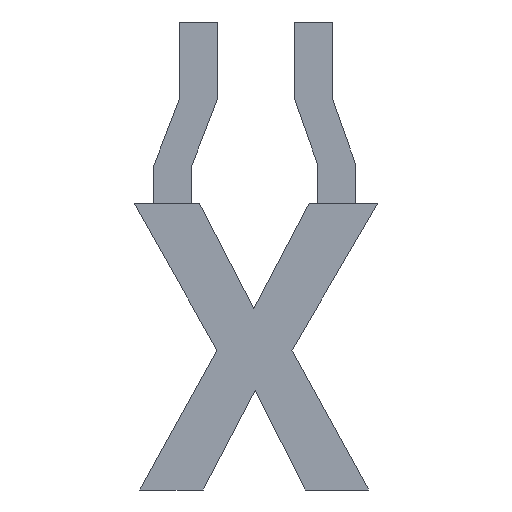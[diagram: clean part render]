
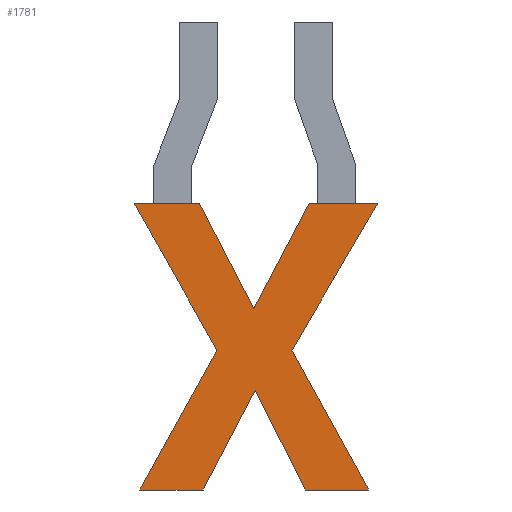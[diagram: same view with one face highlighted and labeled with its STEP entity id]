
A CAD part, front view. The second image highlights one B-rep face of the part: STEP entity #1781.
In plain terms, the highlighted planar face has unit normal (0, -1, 0).
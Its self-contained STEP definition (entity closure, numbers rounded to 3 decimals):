
#69=FACE_OUTER_BOUND('',#167,.T.);
#167=EDGE_LOOP('',(#1207,#1208,#1209,#1210,#1211,#1212,#1213,#1214,#1215,
#1216,#1217,#1218));
#285=LINE('',#2450,#523);
#286=LINE('',#2452,#524);
#287=LINE('',#2454,#525);
#288=LINE('',#2456,#526);
#289=LINE('',#2458,#527);
#290=LINE('',#2460,#528);
#291=LINE('',#2462,#529);
#292=LINE('',#2464,#530);
#293=LINE('',#2466,#531);
#294=LINE('',#2468,#532);
#295=LINE('',#2470,#533);
#296=LINE('',#2471,#534);
#523=VECTOR('',#2025,10.);
#524=VECTOR('',#2026,10.);
#525=VECTOR('',#2027,10.);
#526=VECTOR('',#2028,10.);
#527=VECTOR('',#2029,10.);
#528=VECTOR('',#2030,10.);
#529=VECTOR('',#2031,10.);
#530=VECTOR('',#2032,10.);
#531=VECTOR('',#2033,10.);
#532=VECTOR('',#2034,10.);
#533=VECTOR('',#2035,10.);
#534=VECTOR('',#2036,10.);
#753=VERTEX_POINT('',#2448);
#754=VERTEX_POINT('',#2449);
#755=VERTEX_POINT('',#2451);
#756=VERTEX_POINT('',#2453);
#757=VERTEX_POINT('',#2455);
#758=VERTEX_POINT('',#2457);
#759=VERTEX_POINT('',#2459);
#760=VERTEX_POINT('',#2461);
#761=VERTEX_POINT('',#2463);
#762=VERTEX_POINT('',#2465);
#763=VERTEX_POINT('',#2467);
#764=VERTEX_POINT('',#2469);
#933=EDGE_CURVE('',#753,#754,#285,.T.);
#934=EDGE_CURVE('',#754,#755,#286,.T.);
#935=EDGE_CURVE('',#755,#756,#287,.T.);
#936=EDGE_CURVE('',#756,#757,#288,.T.);
#937=EDGE_CURVE('',#757,#758,#289,.T.);
#938=EDGE_CURVE('',#758,#759,#290,.T.);
#939=EDGE_CURVE('',#759,#760,#291,.T.);
#940=EDGE_CURVE('',#760,#761,#292,.T.);
#941=EDGE_CURVE('',#761,#762,#293,.T.);
#942=EDGE_CURVE('',#762,#763,#294,.T.);
#943=EDGE_CURVE('',#763,#764,#295,.T.);
#944=EDGE_CURVE('',#764,#753,#296,.T.);
#1207=ORIENTED_EDGE('',*,*,#933,.T.);
#1208=ORIENTED_EDGE('',*,*,#934,.T.);
#1209=ORIENTED_EDGE('',*,*,#935,.T.);
#1210=ORIENTED_EDGE('',*,*,#936,.T.);
#1211=ORIENTED_EDGE('',*,*,#937,.T.);
#1212=ORIENTED_EDGE('',*,*,#938,.T.);
#1213=ORIENTED_EDGE('',*,*,#939,.T.);
#1214=ORIENTED_EDGE('',*,*,#940,.T.);
#1215=ORIENTED_EDGE('',*,*,#941,.T.);
#1216=ORIENTED_EDGE('',*,*,#942,.T.);
#1217=ORIENTED_EDGE('',*,*,#943,.T.);
#1218=ORIENTED_EDGE('',*,*,#944,.T.);
#1693=PLANE('',#1896);
#1781=ADVANCED_FACE('',(#69),#1693,.T.);
#1896=AXIS2_PLACEMENT_3D('',#2447,#2023,#2024);
#2023=DIRECTION('center_axis',(0.,-1.,0.));
#2024=DIRECTION('ref_axis',(0.,0.,-1.));
#2025=DIRECTION('',(-1.,0.,0.));
#2026=DIRECTION('',(-0.464,0.,-0.886));
#2027=DIRECTION('',(-0.458,0.,0.889));
#2028=DIRECTION('',(-1.,0.,0.));
#2029=DIRECTION('',(0.49,0.,-0.872));
#2030=DIRECTION('',(-0.484,0.,-0.875));
#2031=DIRECTION('',(1.,0.,0.));
#2032=DIRECTION('',(0.462,0.,0.887));
#2033=DIRECTION('',(0.45,0.,-0.893));
#2034=DIRECTION('',(1.,0.,0.));
#2035=DIRECTION('',(-0.482,0.,0.876));
#2036=DIRECTION('',(0.504,0.,0.864));
#2447=CARTESIAN_POINT('Origin',(13.125,-3.,15.));
#2448=CARTESIAN_POINT('',(25.864,-3.,30.));
#2449=CARTESIAN_POINT('',(18.68,-3.,30.));
#2450=CARTESIAN_POINT('',(25.864,-3.,30.));
#2451=CARTESIAN_POINT('',(12.895,-3.,18.959));
#2452=CARTESIAN_POINT('',(18.68,-3.,30.));
#2453=CARTESIAN_POINT('',(7.203,-3.,30.));
#2454=CARTESIAN_POINT('',(12.895,-3.,18.959));
#2455=CARTESIAN_POINT('',(0.386,-3.,30.));
#2456=CARTESIAN_POINT('',(7.203,-3.,30.));
#2457=CARTESIAN_POINT('',(9.039,-3.,14.621));
#2458=CARTESIAN_POINT('',(0.386,-3.,30.));
#2459=CARTESIAN_POINT('',(0.96,-3.,0.));
#2460=CARTESIAN_POINT('',(9.039,-3.,14.621));
#2461=CARTESIAN_POINT('',(7.593,-3.,0.));
#2462=CARTESIAN_POINT('',(0.96,-3.,0.));
#2463=CARTESIAN_POINT('',(13.033,-3.,10.444));
#2464=CARTESIAN_POINT('',(7.593,-3.,0.));
#2465=CARTESIAN_POINT('',(18.289,-3.,0.));
#2466=CARTESIAN_POINT('',(13.033,-3.,10.444));
#2467=CARTESIAN_POINT('',(24.923,-3.,0.));
#2468=CARTESIAN_POINT('',(18.289,-3.,0.));
#2469=CARTESIAN_POINT('',(16.889,-3.,14.621));
#2470=CARTESIAN_POINT('',(24.923,-3.,0.));
#2471=CARTESIAN_POINT('',(16.889,-3.,14.621));
